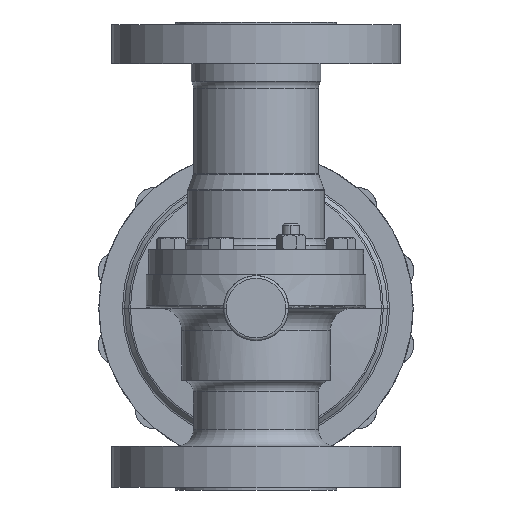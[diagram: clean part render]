
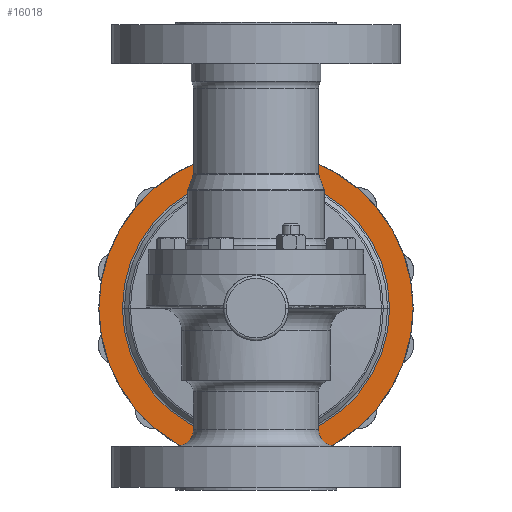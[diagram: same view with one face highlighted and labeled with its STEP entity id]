
A CAD part, front view. The second image highlights one B-rep face of the part: STEP entity #16018.
In plain terms, the highlighted planar face has unit normal (0, -1, 0).
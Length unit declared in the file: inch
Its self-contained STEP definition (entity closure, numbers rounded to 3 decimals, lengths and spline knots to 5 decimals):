
#148 = CARTESIAN_POINT ( 'NONE',  ( 0., 4.415, 3.6405 ) ) ;
#195 = DIRECTION ( 'NONE',  ( -1., 0., 0. ) ) ;
#679 = EDGE_LOOP ( 'NONE', ( #4282, #5519 ) ) ;
#1056 = VERTEX_POINT ( 'NONE', #11498 ) ;
#1623 = AXIS2_PLACEMENT_3D ( 'NONE', #9955, #15788, #8401 ) ;
#1858 = ORIENTED_EDGE ( 'NONE', *, *, #16977, .F. ) ;
#2560 = FACE_BOUND ( 'NONE', #679, .T. ) ;
#3183 = DIRECTION ( 'NONE',  ( 1., 0., 0. ) ) ;
#3730 = DIRECTION ( 'NONE',  ( -1., 0., 0. ) ) ;
#3805 = AXIS2_PLACEMENT_3D ( 'NONE', #18706, #18563, #9515 ) ;
#4282 = ORIENTED_EDGE ( 'NONE', *, *, #14197, .F. ) ;
#4512 = FACE_OUTER_BOUND ( 'NONE', #10508, .T. ) ;
#4625 = DIRECTION ( 'NONE',  ( 0., -1., 0. ) ) ;
#5398 = EDGE_CURVE ( 'NONE', #14999, #1056, #11227, .T. ) ;
#5519 = ORIENTED_EDGE ( 'NONE', *, *, #5398, .F. ) ;
#5744 = AXIS2_PLACEMENT_3D ( 'NONE', #148, #14056, #3183 ) ;
#6960 = CARTESIAN_POINT ( 'NONE',  ( 0., 4.415, 0. ) ) ;
#8004 = CARTESIAN_POINT ( 'NONE',  ( 3.53, 4.415, 0. ) ) ;
#8363 = CIRCLE ( 'NONE', #3805, 3.53 ) ;
#8401 = DIRECTION ( 'NONE',  ( 1., 0., 0. ) ) ;
#9515 = DIRECTION ( 'NONE',  ( 1., 0., 0. ) ) ;
#9955 = CARTESIAN_POINT ( 'NONE',  ( 0., 4.415, 0. ) ) ;
#10437 = CARTESIAN_POINT ( 'NONE',  ( -3.53, 4.415, 0. ) ) ;
#10508 = EDGE_LOOP ( 'NONE', ( #17267, #1858 ) ) ;
#10656 = CIRCLE ( 'NONE', #19691, 3.00068 ) ;
#11227 = CIRCLE ( 'NONE', #18822, 3.00068 ) ;
#11498 = CARTESIAN_POINT ( 'NONE',  ( -3.00068, 4.415, 0. ) ) ;
#12782 = CARTESIAN_POINT ( 'NONE',  ( 3.00068, 4.415, 0. ) ) ;
#14056 = DIRECTION ( 'NONE',  ( 0., 1., 0. ) ) ;
#14197 = EDGE_CURVE ( 'NONE', #1056, #14999, #10656, .T. ) ;
#14226 = VERTEX_POINT ( 'NONE', #10437 ) ;
#14269 = PLANE ( 'NONE',  #5744 ) ;
#14999 = VERTEX_POINT ( 'NONE', #12782 ) ;
#15788 = DIRECTION ( 'NONE',  ( 0., 1., 0. ) ) ;
#16006 = DIRECTION ( 'NONE',  ( 0., -1., 0. ) ) ;
#16018 = ADVANCED_FACE ( 'NONE', ( #2560, #4512 ), #14269, .F. ) ;
#16977 = EDGE_CURVE ( 'NONE', #18165, #14226, #8363, .T. ) ;
#17022 = CARTESIAN_POINT ( 'NONE',  ( 0., 4.415, 0. ) ) ;
#17267 = ORIENTED_EDGE ( 'NONE', *, *, #18253, .F. ) ;
#18165 = VERTEX_POINT ( 'NONE', #8004 ) ;
#18253 = EDGE_CURVE ( 'NONE', #14226, #18165, #18668, .T. ) ;
#18563 = DIRECTION ( 'NONE',  ( 0., 1., 0. ) ) ;
#18668 = CIRCLE ( 'NONE', #1623, 3.53 ) ;
#18706 = CARTESIAN_POINT ( 'NONE',  ( 0., 4.415, 0. ) ) ;
#18822 = AXIS2_PLACEMENT_3D ( 'NONE', #17022, #4625, #195 ) ;
#19691 = AXIS2_PLACEMENT_3D ( 'NONE', #6960, #16006, #3730 ) ;
